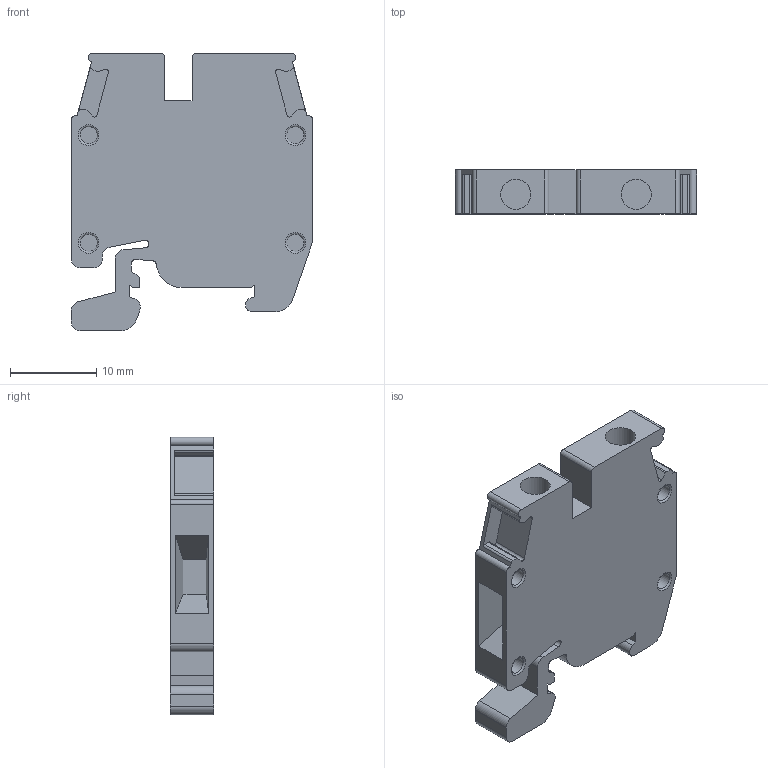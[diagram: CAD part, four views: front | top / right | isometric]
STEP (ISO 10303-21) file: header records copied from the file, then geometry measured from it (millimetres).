
FILE_DESCRIPTION( ( 'STEP AP203' ), '1' );
FILE_NAME( 'CDU2.5M.stp', '2023-01-12T01:42:06', ( ' ' ), ( ' ' ), 'XStep 1.0', ' ', ' ' );
FILE_SCHEMA( ( 'CONFIG_CONTROL_DESIGN) ( )' ) );
Length unit declared in the file: metre
Products named in the file (1): 1
Bounding box: 28 x 5.1 x 32.21 mm (x, y, z)
Volume: 3278 mm3; surface area: 2681.4 mm2
Topology: 1 solids, 1 shells, 114 faces, 304 edges, 200 vertices
Faces by surface type: plane 74, cylinder 36, torus 4
Full cylindrical faces by diameter (mm): 2 x4, 3.501 x2
Entity records: 3498 total; most frequent: CARTESIAN_POINT 601, DIRECTION 596, ORIENTED_EDGE 580, EDGE_CURVE 290, LINE 214, VECTOR 214, VERTEX_POINT 196, AXIS2_PLACEMENT_3D 191
